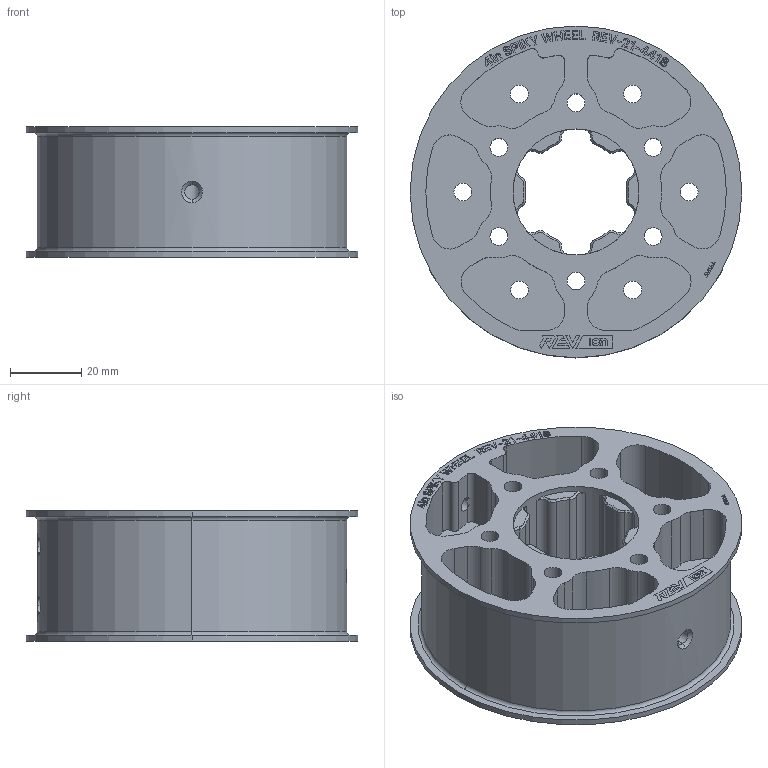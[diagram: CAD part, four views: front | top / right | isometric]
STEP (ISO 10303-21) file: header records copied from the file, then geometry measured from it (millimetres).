
FILE_DESCRIPTION (( 'STEP AP203' ), '1' );
FILE_NAME ('REV-21-4418_RevD_UNLINKED.STEP', '2025-11-13T16:15:31', ( '' ), ( '' ), 'SwSTEP 2.0', 'SolidWorks 2022', '' );
FILE_SCHEMA (( 'CONFIG_CONTROL_DESIGN' ));
Length unit declared in the file: millimetre
Products named in the file (1): REV-21-4418_RevD_UNLINKED
Bounding box: 93.05 x 93.05 x 36.5 mm (x, y, z)
Volume: 93836.9 mm3; surface area: 47693.9 mm2
Topology: 1 solids, 1 shells, 896 faces, 2425 edges, 1593 vertices
Faces by surface type: plane 512, cylinder 243, cone 80, bspline 57, torus 4
Entity records: 31607 total; most frequent: CARTESIAN_POINT 8856, ORIENTED_EDGE 4850, DIRECTION 4502, EDGE_CURVE 2425, VECTOR 1688, LINE 1688, VERTEX_POINT 1593, AXIS2_PLACEMENT_3D 1407
